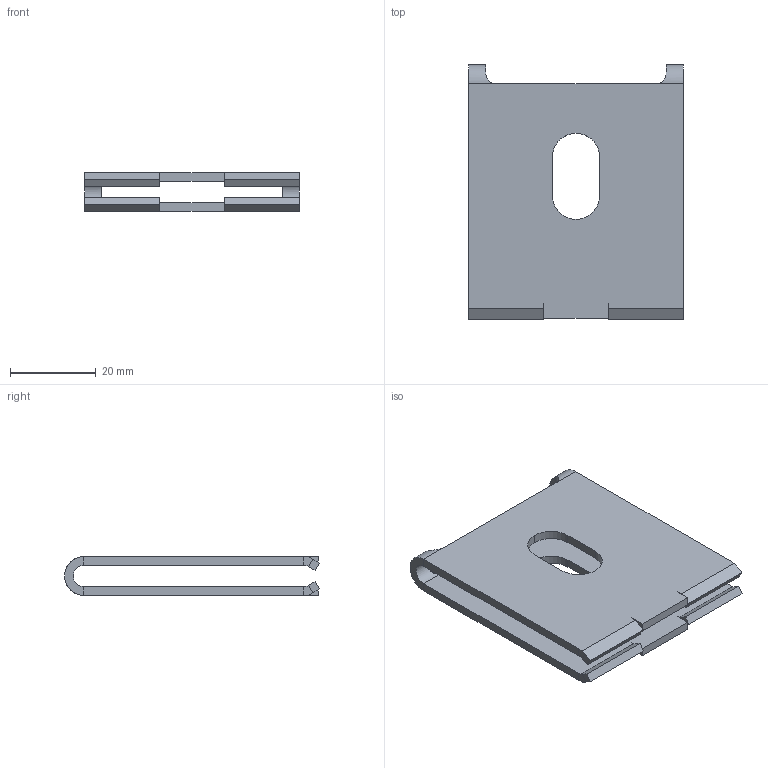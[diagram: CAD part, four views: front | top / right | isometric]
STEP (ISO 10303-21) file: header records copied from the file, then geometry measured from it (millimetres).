
FILE_DESCRIPTION (( 'STEP AP214' ), '1' );
FILE_NAME ('6016425.STEP', '2020-05-08T08:28:31', ( '' ), ( '' ), 'SwSTEP 2.0', 'SolidWorks 2018', '' );
FILE_SCHEMA (( 'AUTOMOTIVE_DESIGN' ));
Length unit declared in the file: millimetre
Products named in the file (1): 6016425
Bounding box: 50 x 59.28 x 9 mm (x, y, z)
Volume: 10330.4 mm3; surface area: 11482.6 mm2
Topology: 1 solids, 1 shells, 74 faces, 214 edges, 140 vertices
Faces by surface type: plane 52, cylinder 18, bspline 4
Entity records: 2640 total; most frequent: CARTESIAN_POINT 673, ORIENTED_EDGE 428, DIRECTION 368, EDGE_CURVE 214, LINE 154, VECTOR 154, VERTEX_POINT 140, AXIS2_PLACEMENT_3D 107
